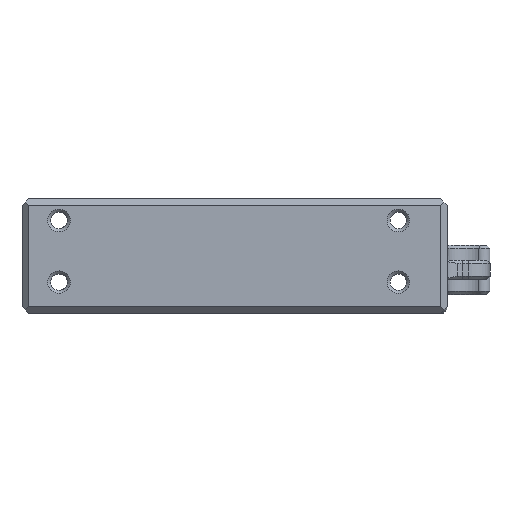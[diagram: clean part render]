
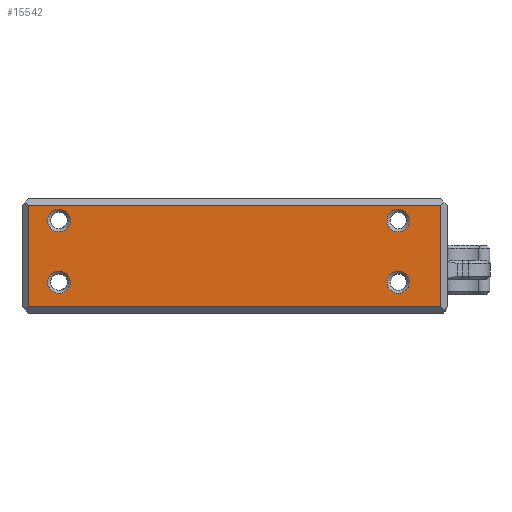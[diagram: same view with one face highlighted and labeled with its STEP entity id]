
A CAD part, left-side view. The second image highlights one B-rep face of the part: STEP entity #15542.
In plain terms, the highlighted planar face has unit normal (-1, 0, 0).
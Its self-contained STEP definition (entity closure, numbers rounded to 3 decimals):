
#397=PLANE('',#16415);
#1301=LINE('',#24903,#2209);
#1303=LINE('',#24907,#2211);
#1306=LINE('',#24913,#2214);
#1307=LINE('',#24915,#2215);
#2209=VECTOR('',#19028,1000.);
#2211=VECTOR('',#19032,1000.);
#2214=VECTOR('',#19037,1000.);
#2215=VECTOR('',#19040,1000.);
#2269=CIRCLE('',#15621,3.65);
#2435=CIRCLE('',#16410,3.65);
#2436=CIRCLE('',#16412,3.65);
#2437=CIRCLE('',#16414,3.65);
#6231=ORIENTED_EDGE('',*,*,#6411,.F.);
#6232=ORIENTED_EDGE('',*,*,#7895,.F.);
#6233=ORIENTED_EDGE('',*,*,#7894,.F.);
#6234=ORIENTED_EDGE('',*,*,#7893,.F.);
#6235=ORIENTED_EDGE('',*,*,#7892,.F.);
#6236=ORIENTED_EDGE('',*,*,#7891,.F.);
#6237=ORIENTED_EDGE('',*,*,#7888,.F.);
#6238=ORIENTED_EDGE('',*,*,#7886,.F.);
#6411=EDGE_CURVE('',#8034,#8034,#2269,.T.);
#7886=EDGE_CURVE('',#8925,#8926,#1301,.T.);
#7888=EDGE_CURVE('',#8926,#8927,#1303,.T.);
#7891=EDGE_CURVE('',#8927,#8928,#1306,.T.);
#7892=EDGE_CURVE('',#8928,#8925,#1307,.T.);
#7893=EDGE_CURVE('',#8929,#8929,#2435,.T.);
#7894=EDGE_CURVE('',#8930,#8930,#2436,.T.);
#7895=EDGE_CURVE('',#8931,#8931,#2437,.T.);
#8034=VERTEX_POINT('',#19771);
#8925=VERTEX_POINT('',#24902);
#8926=VERTEX_POINT('',#24904);
#8927=VERTEX_POINT('',#24908);
#8928=VERTEX_POINT('',#24912);
#8929=VERTEX_POINT('',#24918);
#8930=VERTEX_POINT('',#24921);
#8931=VERTEX_POINT('',#24924);
#9619=EDGE_LOOP('',(#6231));
#9620=EDGE_LOOP('',(#6232));
#9621=EDGE_LOOP('',(#6233));
#9622=EDGE_LOOP('',(#6234));
#9623=EDGE_LOOP('',(#6235,#6236,#6237,#6238));
#10299=FACE_BOUND('',#9619,.T.);
#10300=FACE_BOUND('',#9620,.T.);
#10301=FACE_BOUND('',#9621,.T.);
#10302=FACE_BOUND('',#9622,.T.);
#10303=FACE_BOUND('',#9623,.T.);
#15542=ADVANCED_FACE('',(#10299,#10300,#10301,#10302,#10303),#397,.T.);
#15621=AXIS2_PLACEMENT_3D('',#19770,#16583,#16584);
#16410=AXIS2_PLACEMENT_3D('',#24917,#19043,#19044);
#16412=AXIS2_PLACEMENT_3D('',#24920,#19047,#19048);
#16414=AXIS2_PLACEMENT_3D('',#24923,#19051,#19052);
#16415=AXIS2_PLACEMENT_3D('',#24925,#19053,#19054);
#16583=DIRECTION('',(-1.,0.,0.));
#16584=DIRECTION('',(0.,0.,1.));
#19028=DIRECTION('',(0.,-1.,0.));
#19032=DIRECTION('',(0.,0.,-1.));
#19037=DIRECTION('',(0.,1.,0.));
#19040=DIRECTION('',(0.,0.,1.));
#19043=DIRECTION('',(-1.,0.,0.));
#19044=DIRECTION('',(0.,0.,1.));
#19047=DIRECTION('',(-1.,0.,0.));
#19048=DIRECTION('',(0.,0.,1.));
#19051=DIRECTION('',(-1.,0.,0.));
#19052=DIRECTION('',(0.,0.,1.));
#19053=DIRECTION('',(-1.,0.,0.));
#19054=DIRECTION('',(0.,1.,0.));
#19770=CARTESIAN_POINT('',(-97.064,-187.632,30.));
#19771=CARTESIAN_POINT('',(-97.064,-187.632,33.65));
#24902=CARTESIAN_POINT('',(-97.064,-67.632,35.));
#24903=CARTESIAN_POINT('',(-97.064,-200.132,35.));
#24904=CARTESIAN_POINT('',(-97.064,-201.444,35.));
#24907=CARTESIAN_POINT('',(-97.064,-201.444,25.));
#24908=CARTESIAN_POINT('',(-97.064,-201.444,2.));
#24912=CARTESIAN_POINT('',(-97.064,-67.632,2.));
#24913=CARTESIAN_POINT('',(-97.064,-174.532,2.));
#24915=CARTESIAN_POINT('',(-97.064,-67.632,14.));
#24917=CARTESIAN_POINT('',(-97.064,-77.632,10.));
#24918=CARTESIAN_POINT('',(-97.064,-77.632,13.65));
#24920=CARTESIAN_POINT('',(-97.064,-187.632,10.));
#24921=CARTESIAN_POINT('',(-97.064,-187.632,13.65));
#24923=CARTESIAN_POINT('',(-97.064,-77.632,30.));
#24924=CARTESIAN_POINT('',(-97.064,-77.632,33.65));
#24925=CARTESIAN_POINT('',(-97.064,-198.931,28.));
